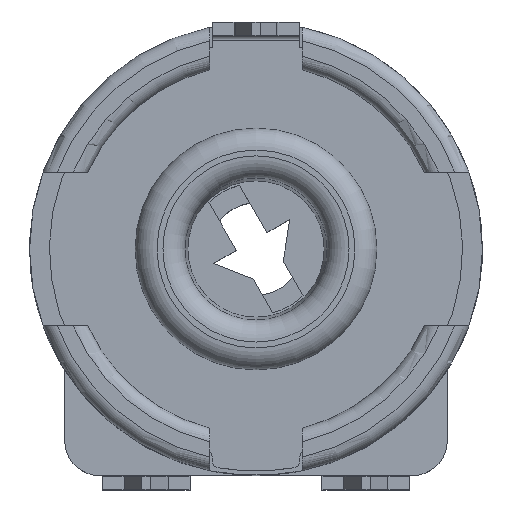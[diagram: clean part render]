
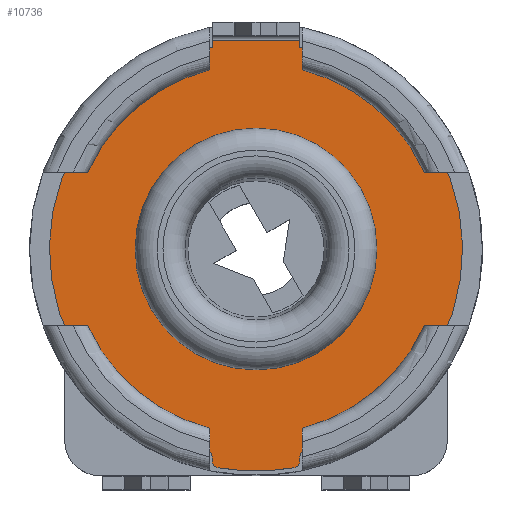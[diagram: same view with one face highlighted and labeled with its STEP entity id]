
A CAD part, top view. The second image highlights one B-rep face of the part: STEP entity #10736.
In plain terms, the highlighted planar face has unit normal (0, 0, 1).
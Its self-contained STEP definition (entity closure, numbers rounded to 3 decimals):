
#10736 = ADVANCED_FACE('',(#10737,#10842),#10853,.F.);
#10737 = FACE_BOUND('',#10738,.T.);
#10738 = EDGE_LOOP('',(#10739,#10749,#10757,#10765,#10774,#10783,#10791,
    #10800,#10809,#10818,#10826,#10835));
#10739 = ORIENTED_EDGE('',*,*,#10740,.T.);
#10740 = EDGE_CURVE('',#10741,#10743,#10745,.T.);
#10741 = VERTEX_POINT('',#10742);
#10742 = CARTESIAN_POINT('',(1.,4.592,0.3));
#10743 = VERTEX_POINT('',#10744);
#10744 = CARTESIAN_POINT('',(1.,4.754,0.3));
#10745 = LINE('',#10746,#10747);
#10746 = CARTESIAN_POINT('',(1.,7.05,0.3));
#10747 = VECTOR('',#10748,1.);
#10748 = DIRECTION('',(0.,1.,-0.));
#10749 = ORIENTED_EDGE('',*,*,#10750,.T.);
#10750 = EDGE_CURVE('',#10743,#10751,#10753,.T.);
#10751 = VERTEX_POINT('',#10752);
#10752 = CARTESIAN_POINT('',(-1.,4.754,0.3));
#10753 = LINE('',#10754,#10755);
#10754 = CARTESIAN_POINT('',(0.33,4.754,0.3));
#10755 = VECTOR('',#10756,1.);
#10756 = DIRECTION('',(-1.,0.,0.));
#10757 = ORIENTED_EDGE('',*,*,#10758,.T.);
#10758 = EDGE_CURVE('',#10751,#10759,#10761,.T.);
#10759 = VERTEX_POINT('',#10760);
#10760 = CARTESIAN_POINT('',(-1.,4.592,0.3));
#10761 = LINE('',#10762,#10763);
#10762 = CARTESIAN_POINT('',(-1.,7.05,0.3));
#10763 = VECTOR('',#10764,1.);
#10764 = DIRECTION('',(0.,-1.,0.));
#10765 = ORIENTED_EDGE('',*,*,#10766,.T.);
#10766 = EDGE_CURVE('',#10759,#10767,#10769,.T.);
#10767 = VERTEX_POINT('',#10768);
#10768 = CARTESIAN_POINT('',(-1.129,-4.562,0.3));
#10769 = CIRCLE('',#10770,4.7);
#10770 = AXIS2_PLACEMENT_3D('',#10771,#10772,#10773);
#10771 = CARTESIAN_POINT('',(0.,0.,0.3));
#10772 = DIRECTION('',(0.,0.,1.));
#10773 = DIRECTION('',(1.,0.,-0.));
#10774 = ORIENTED_EDGE('',*,*,#10775,.T.);
#10775 = EDGE_CURVE('',#10767,#10776,#10778,.T.);
#10776 = VERTEX_POINT('',#10777);
#10777 = CARTESIAN_POINT('',(-1.,-4.727,0.3));
#10778 = CIRCLE('',#10779,0.17);
#10779 = AXIS2_PLACEMENT_3D('',#10780,#10781,#10782);
#10780 = CARTESIAN_POINT('',(-1.17,-4.727,0.3));
#10781 = DIRECTION('',(0.,0.,-1.));
#10782 = DIRECTION('',(1.,0.,0.));
#10783 = ORIENTED_EDGE('',*,*,#10784,.T.);
#10784 = EDGE_CURVE('',#10776,#10785,#10787,.T.);
#10785 = VERTEX_POINT('',#10786);
#10786 = CARTESIAN_POINT('',(-1.,-4.809,0.3));
#10787 = LINE('',#10788,#10789);
#10788 = CARTESIAN_POINT('',(-1.,-4.809,0.3));
#10789 = VECTOR('',#10790,1.);
#10790 = DIRECTION('',(-0.,-1.,-0.));
#10791 = ORIENTED_EDGE('',*,*,#10792,.T.);
#10792 = EDGE_CURVE('',#10785,#10793,#10795,.T.);
#10793 = VERTEX_POINT('',#10794);
#10794 = CARTESIAN_POINT('',(-0.859,-4.976,0.3));
#10795 = CIRCLE('',#10796,0.17);
#10796 = AXIS2_PLACEMENT_3D('',#10797,#10798,#10799);
#10797 = CARTESIAN_POINT('',(-0.83,-4.809,0.3));
#10798 = DIRECTION('',(0.,0.,1.));
#10799 = DIRECTION('',(1.,0.,-0.));
#10800 = ORIENTED_EDGE('',*,*,#10801,.T.);
#10801 = EDGE_CURVE('',#10793,#10802,#10804,.T.);
#10802 = VERTEX_POINT('',#10803);
#10803 = CARTESIAN_POINT('',(0.859,-4.976,0.3));
#10804 = CIRCLE('',#10805,5.05);
#10805 = AXIS2_PLACEMENT_3D('',#10806,#10807,#10808);
#10806 = CARTESIAN_POINT('',(0.,0.,0.3));
#10807 = DIRECTION('',(0.,0.,1.));
#10808 = DIRECTION('',(-1.,0.,0.));
#10809 = ORIENTED_EDGE('',*,*,#10810,.T.);
#10810 = EDGE_CURVE('',#10802,#10811,#10813,.T.);
#10811 = VERTEX_POINT('',#10812);
#10812 = CARTESIAN_POINT('',(1.,-4.809,0.3));
#10813 = CIRCLE('',#10814,0.17);
#10814 = AXIS2_PLACEMENT_3D('',#10815,#10816,#10817);
#10815 = CARTESIAN_POINT('',(0.83,-4.809,0.3));
#10816 = DIRECTION('',(0.,0.,1.));
#10817 = DIRECTION('',(1.,0.,-0.));
#10818 = ORIENTED_EDGE('',*,*,#10819,.T.);
#10819 = EDGE_CURVE('',#10811,#10820,#10822,.T.);
#10820 = VERTEX_POINT('',#10821);
#10821 = CARTESIAN_POINT('',(1.,-4.727,0.3));
#10822 = LINE('',#10823,#10824);
#10823 = CARTESIAN_POINT('',(1.,-4.809,0.3));
#10824 = VECTOR('',#10825,1.);
#10825 = DIRECTION('',(0.,1.,0.));
#10826 = ORIENTED_EDGE('',*,*,#10827,.T.);
#10827 = EDGE_CURVE('',#10820,#10828,#10830,.T.);
#10828 = VERTEX_POINT('',#10829);
#10829 = CARTESIAN_POINT('',(1.129,-4.562,0.3));
#10830 = CIRCLE('',#10831,0.17);
#10831 = AXIS2_PLACEMENT_3D('',#10832,#10833,#10834);
#10832 = CARTESIAN_POINT('',(1.17,-4.727,0.3));
#10833 = DIRECTION('',(-0.,0.,-1.));
#10834 = DIRECTION('',(-1.,0.,0.));
#10835 = ORIENTED_EDGE('',*,*,#10836,.T.);
#10836 = EDGE_CURVE('',#10828,#10741,#10837,.T.);
#10837 = CIRCLE('',#10838,4.7);
#10838 = AXIS2_PLACEMENT_3D('',#10839,#10840,#10841);
#10839 = CARTESIAN_POINT('',(0.,0.,0.3));
#10840 = DIRECTION('',(0.,0.,1.));
#10841 = DIRECTION('',(1.,0.,-0.));
#10842 = FACE_BOUND('',#10843,.T.);
#10843 = EDGE_LOOP('',(#10844));
#10844 = ORIENTED_EDGE('',*,*,#10845,.F.);
#10845 = EDGE_CURVE('',#10846,#10846,#10848,.T.);
#10846 = VERTEX_POINT('',#10847);
#10847 = CARTESIAN_POINT('',(-2.6,0.,0.3));
#10848 = CIRCLE('',#10849,2.6);
#10849 = AXIS2_PLACEMENT_3D('',#10850,#10851,#10852);
#10850 = CARTESIAN_POINT('',(0.,0.,0.3));
#10851 = DIRECTION('',(0.,0.,1.));
#10852 = DIRECTION('',(-1.,0.,0.));
#10853 = PLANE('',#10854);
#10854 = AXIS2_PLACEMENT_3D('',#10855,#10856,#10857);
#10855 = CARTESIAN_POINT('',(0.33,9.812,0.3));
#10856 = DIRECTION('',(-0.,0.,-1.));
#10857 = DIRECTION('',(-1.,0.,0.));
